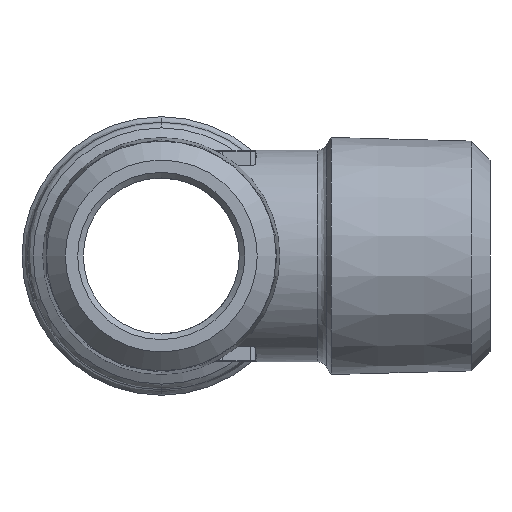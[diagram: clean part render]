
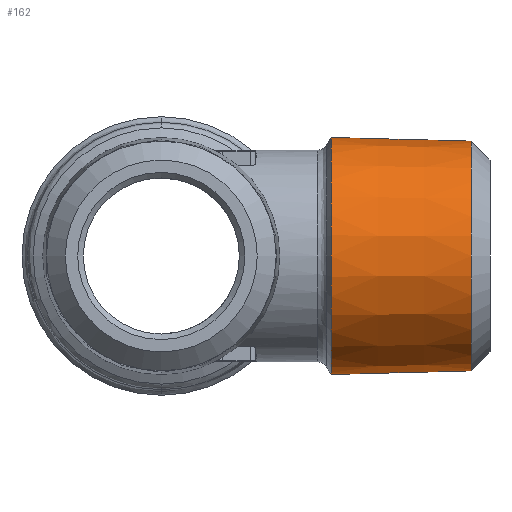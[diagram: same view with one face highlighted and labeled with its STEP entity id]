
A CAD part, left-side view. The second image highlights one B-rep face of the part: STEP entity #162.
In plain terms, the highlighted conical face has half-angle 1.47 degrees and reference radius 10.633 mm.
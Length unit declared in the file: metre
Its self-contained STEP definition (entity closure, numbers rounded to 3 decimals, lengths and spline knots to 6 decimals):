
#162 = ADVANCED_FACE( 'NONE', ( #436, #437 ), #438, .T. );
#436 = FACE_OUTER_BOUND( '', #885, .T. );
#437 = FACE_BOUND( '', #886, .T. );
#438 = CONICAL_SURFACE( '', #887, 0.010633, 0.026 );
#885 = EDGE_LOOP( '', ( #2240 ) );
#886 = EDGE_LOOP( '', ( #2241 ) );
#887 = AXIS2_PLACEMENT_3D( '', #2242, #2243, #2244 );
#2240 = ORIENTED_EDGE( '', *, *, #3157, .T. );
#2241 = ORIENTED_EDGE( '', *, *, #3158, .F. );
#2242 = CARTESIAN_POINT( '', ( 0., -0.015232, 0. ) );
#2243 = DIRECTION( '', ( 0., 1., 0. ) );
#2244 = DIRECTION( '', ( 0., 0., 1. ) );
#3157 = EDGE_CURVE( 'NONE', #3584, #3584, #3585, .T. );
#3158 = EDGE_CURVE( 'NONE', #3586, #3586, #3587, .T. );
#3584 = VERTEX_POINT( '', #4188 );
#3585 = CIRCLE( '', #4189, 0.010633 );
#3586 = VERTEX_POINT( '', #4190 );
#3587 = CIRCLE( '', #4191, 0.010311 );
#4188 = CARTESIAN_POINT( '', ( 0., -0.015232, 0.010633 ) );
#4189 = AXIS2_PLACEMENT_3D( '', #5439, #5440, #5441 );
#4190 = CARTESIAN_POINT( '', ( 0., -0.0278, 0.010311 ) );
#4191 = AXIS2_PLACEMENT_3D( '', #5442, #5443, #5444 );
#5439 = CARTESIAN_POINT( '', ( 0., -0.015232, 0. ) );
#5440 = DIRECTION( '', ( 0., -1., 0. ) );
#5441 = DIRECTION( '', ( 0., 0., 1. ) );
#5442 = CARTESIAN_POINT( '', ( 0., -0.0278, 0. ) );
#5443 = DIRECTION( '', ( 0., -1., 0. ) );
#5444 = DIRECTION( '', ( 0., 0., 1. ) );
